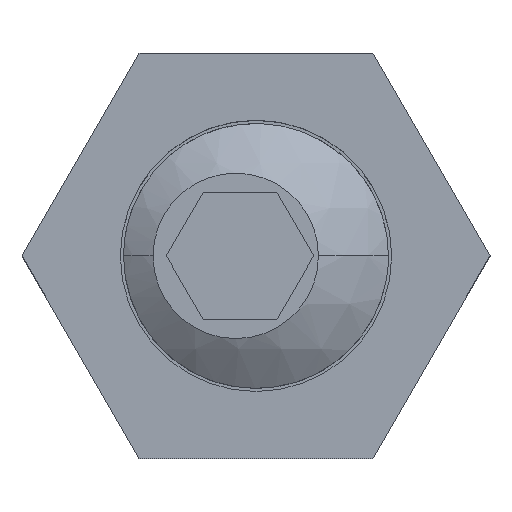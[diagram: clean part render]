
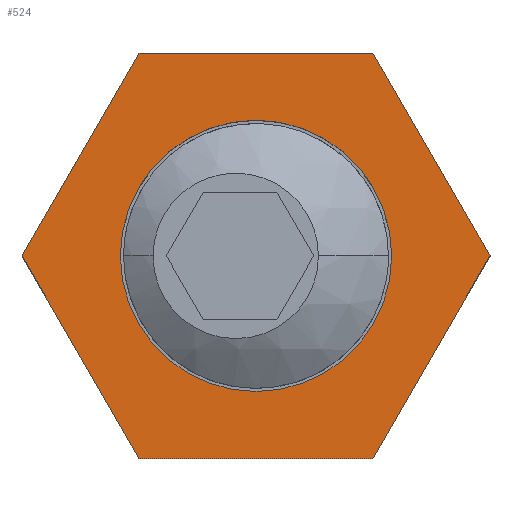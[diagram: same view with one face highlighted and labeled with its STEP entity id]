
A CAD part, top view. The second image highlights one B-rep face of the part: STEP entity #524.
In plain terms, the highlighted planar face has unit normal (0, 0, 1).
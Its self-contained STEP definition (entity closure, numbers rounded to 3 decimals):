
#15 = DIRECTION ( 'NONE',  ( 1., 0., 0. ) ) ;
#24 = CARTESIAN_POINT ( 'NONE',  ( 14.665, 0., 9.525 ) ) ;
#28 = AXIS2_PLACEMENT_3D ( 'NONE', #332, #340, #430 ) ;
#30 = DIRECTION ( 'NONE',  ( 0., 0., 1. ) ) ;
#39 = EDGE_CURVE ( 'NONE', #578, #187, #910, .T. ) ;
#50 = EDGE_LOOP ( 'NONE', ( #745, #839 ) ) ;
#67 = ORIENTED_EDGE ( 'NONE', *, *, #39, .T. ) ;
#135 = CARTESIAN_POINT ( 'NONE',  ( 7.332, -12.7, 9.525 ) ) ;
#138 = DIRECTION ( 'NONE',  ( 1., 0., 0. ) ) ;
#146 = PLANE ( 'NONE',  #28 ) ;
#155 = LINE ( 'NONE', #835, #357 ) ;
#177 = DIRECTION ( 'NONE',  ( -0.5, -0.866, 0. ) ) ;
#181 = EDGE_CURVE ( 'NONE', #238, #1111, #480, .T. ) ;
#187 = VERTEX_POINT ( 'NONE', #1042 ) ;
#238 = VERTEX_POINT ( 'NONE', #1143 ) ;
#239 = CARTESIAN_POINT ( 'NONE',  ( 0., 0., 9.525 ) ) ;
#292 = CARTESIAN_POINT ( 'NONE',  ( -7.332, 12.7, 9.525 ) ) ;
#332 = CARTESIAN_POINT ( 'NONE',  ( 21.997, 12.7, 9.525 ) ) ;
#340 = DIRECTION ( 'NONE',  ( 0., 0., 1. ) ) ;
#343 = ORIENTED_EDGE ( 'NONE', *, *, #1219, .T. ) ;
#357 = VECTOR ( 'NONE', #458, 1000. ) ;
#392 = EDGE_CURVE ( 'NONE', #187, #699, #1169, .T. ) ;
#415 = EDGE_CURVE ( 'NONE', #699, #238, #985, .T. ) ;
#417 = EDGE_LOOP ( 'NONE', ( #67, #1006, #907, #959, #343, #557 ) ) ;
#426 = DIRECTION ( 'NONE',  ( -0.5, 0.866, 0. ) ) ;
#428 = VERTEX_POINT ( 'NONE', #1174 ) ;
#430 = DIRECTION ( 'NONE',  ( 1., 0., 0. ) ) ;
#432 = VECTOR ( 'NONE', #138, 1000. ) ;
#445 = CARTESIAN_POINT ( 'NONE',  ( -14.665, 0., 9.525 ) ) ;
#458 = DIRECTION ( 'NONE',  ( 0.5, -0.866, 0. ) ) ;
#480 = LINE ( 'NONE', #292, #913 ) ;
#499 = CARTESIAN_POINT ( 'NONE',  ( 7.332, 12.7, 9.525 ) ) ;
#524 = ADVANCED_FACE ( 'NONE', ( #1203, #1195 ), #146, .T. ) ;
#535 = DIRECTION ( 'NONE',  ( 0., 0., 1. ) ) ;
#536 = CARTESIAN_POINT ( 'NONE',  ( -7.332, -12.7, 9.525 ) ) ;
#542 = EDGE_CURVE ( 'NONE', #1116, #578, #1216, .T. ) ;
#557 = ORIENTED_EDGE ( 'NONE', *, *, #542, .T. ) ;
#578 = VERTEX_POINT ( 'NONE', #1108 ) ;
#631 = DIRECTION ( 'NONE',  ( 1., 0., 0. ) ) ;
#671 = VECTOR ( 'NONE', #739, 1000. ) ;
#674 = CIRCLE ( 'NONE', #1181, 8.5 ) ;
#691 = VERTEX_POINT ( 'NONE', #1040 ) ;
#699 = VERTEX_POINT ( 'NONE', #971 ) ;
#739 = DIRECTION ( 'NONE',  ( 0.5, 0.866, 0. ) ) ;
#745 = ORIENTED_EDGE ( 'NONE', *, *, #1123, .F. ) ;
#792 = DIRECTION ( 'NONE',  ( -1., 0., 0. ) ) ;
#835 = CARTESIAN_POINT ( 'NONE',  ( -14.665, 0., 9.525 ) ) ;
#839 = ORIENTED_EDGE ( 'NONE', *, *, #901, .F. ) ;
#901 = EDGE_CURVE ( 'NONE', #691, #428, #674, .T. ) ;
#907 = ORIENTED_EDGE ( 'NONE', *, *, #415, .T. ) ;
#910 = LINE ( 'NONE', #135, #671 ) ;
#913 = VECTOR ( 'NONE', #177, 1000. ) ;
#959 = ORIENTED_EDGE ( 'NONE', *, *, #181, .T. ) ;
#971 = CARTESIAN_POINT ( 'NONE',  ( 7.332, 12.7, 9.525 ) ) ;
#982 = VECTOR ( 'NONE', #792, 1000. ) ;
#985 = LINE ( 'NONE', #499, #982 ) ;
#1006 = ORIENTED_EDGE ( 'NONE', *, *, #392, .T. ) ;
#1014 = CARTESIAN_POINT ( 'NONE',  ( -7.332, -12.7, 9.525 ) ) ;
#1040 = CARTESIAN_POINT ( 'NONE',  ( -8.5, 0., 9.525 ) ) ;
#1042 = CARTESIAN_POINT ( 'NONE',  ( 14.665, 0., 9.525 ) ) ;
#1062 = VECTOR ( 'NONE', #426, 1000. ) ;
#1108 = CARTESIAN_POINT ( 'NONE',  ( 7.332, -12.7, 9.525 ) ) ;
#1111 = VERTEX_POINT ( 'NONE', #445 ) ;
#1116 = VERTEX_POINT ( 'NONE', #1014 ) ;
#1123 = EDGE_CURVE ( 'NONE', #428, #691, #1224, .T. ) ;
#1137 = AXIS2_PLACEMENT_3D ( 'NONE', #239, #535, #631 ) ;
#1143 = CARTESIAN_POINT ( 'NONE',  ( -7.332, 12.7, 9.525 ) ) ;
#1162 = CARTESIAN_POINT ( 'NONE',  ( 0., 0., 9.525 ) ) ;
#1169 = LINE ( 'NONE', #24, #1062 ) ;
#1174 = CARTESIAN_POINT ( 'NONE',  ( 8.5, 0., 9.525 ) ) ;
#1181 = AXIS2_PLACEMENT_3D ( 'NONE', #1162, #30, #15 ) ;
#1195 = FACE_BOUND ( 'NONE', #50, .T. ) ;
#1203 = FACE_OUTER_BOUND ( 'NONE', #417, .T. ) ;
#1216 = LINE ( 'NONE', #536, #432 ) ;
#1219 = EDGE_CURVE ( 'NONE', #1111, #1116, #155, .T. ) ;
#1224 = CIRCLE ( 'NONE', #1137, 8.5 ) ;
